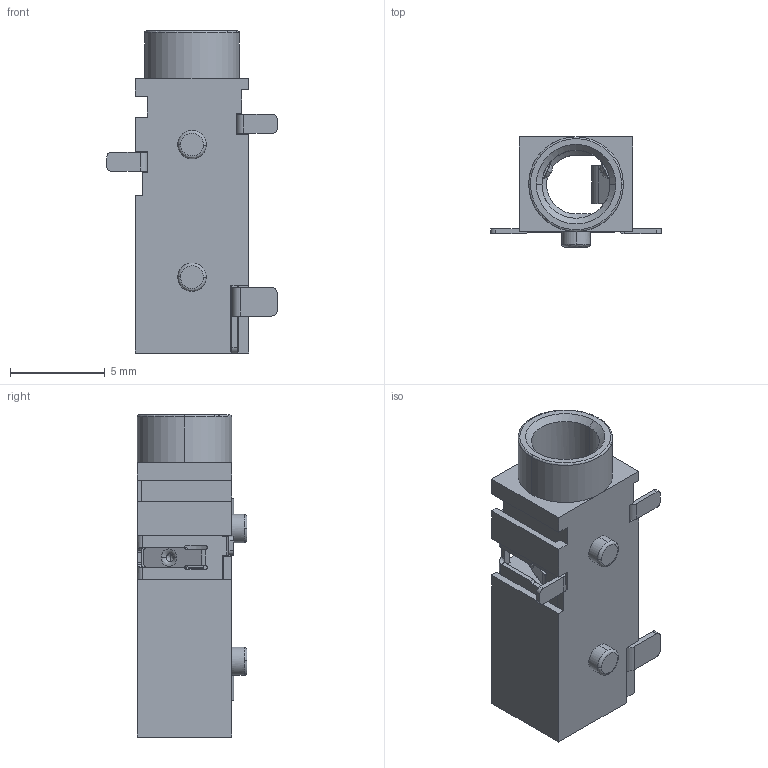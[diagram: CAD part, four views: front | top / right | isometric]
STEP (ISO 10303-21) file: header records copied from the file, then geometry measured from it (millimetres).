
FILE_DESCRIPTION (( 'STEP AP203' ), '1' );
FILE_NAME ('CUI_DEVICES_SJ-3523-SMT-TR.step', '2024-02-15T17:19:31', ( '' ), ( '' ), 'SwSTEP 2.0', 'SolidWorks 2023', '' );
FILE_SCHEMA (( 'CONFIG_CONTROL_DESIGN' ));
Length unit declared in the file: inch
Products named in the file (1): CUI_DEVICES_SJ-3523-SMT-TR
Bounding box: 9 x 5.8 x 17 mm (x, y, z)
Volume: 258.7 mm3; surface area: 871.1 mm2
Topology: 1 solids, 1 shells, 351 faces, 1051 edges, 688 vertices
Faces by surface type: plane 216, cylinder 98, bspline 24, torus 10, cone 3
Entity records: 12596 total; most frequent: CARTESIAN_POINT 3013, ORIENTED_EDGE 2086, DIRECTION 1898, EDGE_CURVE 1043, VECTOR 752, LINE 752, VERTEX_POINT 688, AXIS2_PLACEMENT_3D 573
